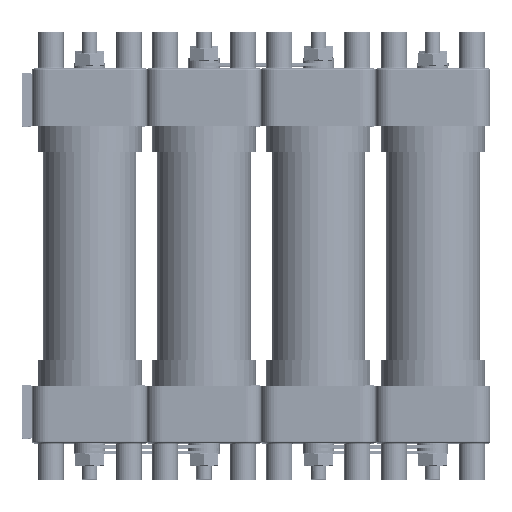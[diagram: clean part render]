
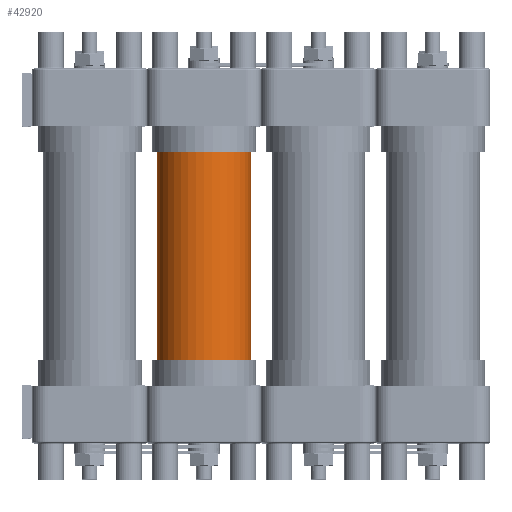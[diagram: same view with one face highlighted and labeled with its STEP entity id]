
A CAD part, top view. The second image highlights one B-rep face of the part: STEP entity #42920.
In plain terms, the highlighted cylindrical face has radius 9 mm (diameter 18 mm), a full revolution.
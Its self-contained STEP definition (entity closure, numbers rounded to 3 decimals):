
#1525=CYLINDRICAL_SURFACE('',#46942,9.);
#5692=LINE('',#71548,#9912);
#9912=VECTOR('',#58845,9.);
#14067=FACE_OUTER_BOUND('',#16720,.T.);
#16720=EDGE_LOOP('',(#39272,#39273,#39274,#39275));
#18516=CIRCLE('',#46899,9.);
#18537=CIRCLE('',#46943,9.);
#22144=VERTEX_POINT('',#71375);
#22173=VERTEX_POINT('',#71546);
#27886=EDGE_CURVE('',#22144,#22144,#18516,.T.);
#27933=EDGE_CURVE('',#22173,#22173,#18537,.T.);
#27934=EDGE_CURVE('',#22173,#22144,#5692,.T.);
#39272=ORIENTED_EDGE('',*,*,#27933,.F.);
#39273=ORIENTED_EDGE('',*,*,#27934,.T.);
#39274=ORIENTED_EDGE('',*,*,#27886,.F.);
#39275=ORIENTED_EDGE('',*,*,#27934,.F.);
#42920=ADVANCED_FACE('',(#14067),#1525,.T.);
#46899=AXIS2_PLACEMENT_3D('',#71376,#58737,#58738);
#46942=AXIS2_PLACEMENT_3D('',#71545,#58841,#58842);
#46943=AXIS2_PLACEMENT_3D('',#71547,#58843,#58844);
#58737=DIRECTION('center_axis',(0.,-1.,0.));
#58738=DIRECTION('ref_axis',(1.,0.,0.));
#58841=DIRECTION('center_axis',(0.,1.,0.));
#58842=DIRECTION('ref_axis',(1.,0.,0.));
#58843=DIRECTION('center_axis',(0.,1.,0.));
#58844=DIRECTION('ref_axis',(1.,0.,0.));
#58845=DIRECTION('',(0.,-1.,0.));
#71375=CARTESIAN_POINT('',(-9.,-32.5,0.));
#71376=CARTESIAN_POINT('Origin',(0.,-32.5,0.));
#71545=CARTESIAN_POINT('Origin',(0.,0.,0.));
#71546=CARTESIAN_POINT('',(-9.,32.5,0.));
#71547=CARTESIAN_POINT('Origin',(0.,32.5,0.));
#71548=CARTESIAN_POINT('',(-9.,0.,0.));
